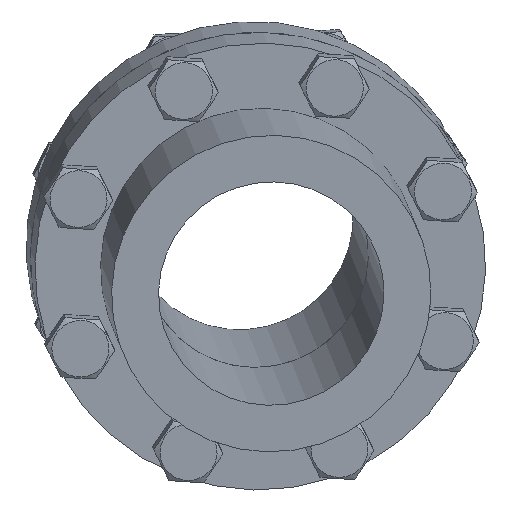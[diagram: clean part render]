
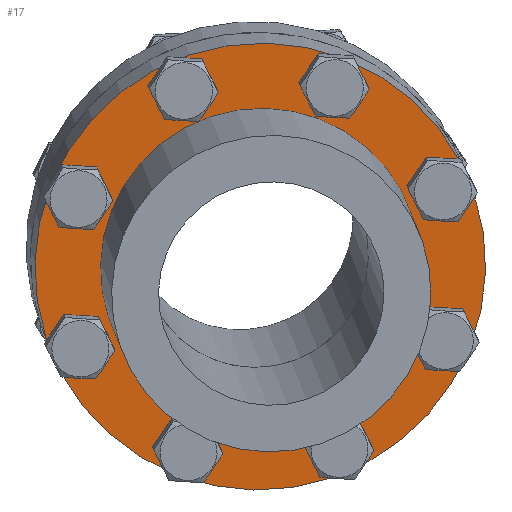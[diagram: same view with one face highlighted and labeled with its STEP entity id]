
A CAD part, left-side view. The second image highlights one B-rep face of the part: STEP entity #17.
In plain terms, the highlighted planar face has unit normal (-0.988, -0.058, -0.143).
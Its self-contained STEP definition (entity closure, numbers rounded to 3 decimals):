
#17 = ADVANCED_FACE('',(#18,#29,#40,#51,#62,#73,#84,#95,#106,#117),#128,
  .F.);
#18 = FACE_BOUND('',#19,.T.);
#19 = EDGE_LOOP('',(#20));
#20 = ORIENTED_EDGE('',*,*,#21,.F.);
#21 = EDGE_CURVE('',#22,#22,#24,.T.);
#22 = VERTEX_POINT('',#23);
#23 = CARTESIAN_POINT('',(-104.648,106.567,
    97.223));
#24 = CIRCLE('',#25,60.);
#25 = AXIS2_PLACEMENT_3D('',#26,#27,#28);
#26 = CARTESIAN_POINT('',(-97.924,128.786,
    41.896));
#27 = DIRECTION('',(0.988,0.058,0.144));
#28 = DIRECTION('',(-0.112,-0.37,0.922));
#29 = FACE_BOUND('',#30,.T.);
#30 = EDGE_LOOP('',(#31));
#31 = ORIENTED_EDGE('',*,*,#32,.F.);
#32 = EDGE_CURVE('',#33,#33,#35,.T.);
#33 = VERTEX_POINT('',#34);
#34 = CARTESIAN_POINT('',(-97.336,78.655,
    58.259));
#35 = CIRCLE('',#36,5.);
#36 = AXIS2_PLACEMENT_3D('',#37,#38,#39);
#37 = CARTESIAN_POINT('',(-98.11,80.623,
    62.79));
#38 = DIRECTION('',(-0.988,-0.058,-0.144)
  );
#39 = DIRECTION('',(0.155,-0.394,-0.906));
#40 = FACE_BOUND('',#41,.T.);
#41 = EDGE_LOOP('',(#42));
#42 = ORIENTED_EDGE('',*,*,#43,.F.);
#43 = EDGE_CURVE('',#44,#44,#46,.T.);
#44 = VERTEX_POINT('',#45);
#45 = CARTESIAN_POINT('',(-91.744,81.967,
    18.423));
#46 = CIRCLE('',#47,5.);
#47 = AXIS2_PLACEMENT_3D('',#48,#49,#50);
#48 = CARTESIAN_POINT('',(-92.304,80.115,
    23.033));
#49 = DIRECTION('',(-0.988,-0.058,-0.144)
  );
#50 = DIRECTION('',(0.112,0.37,-0.922));
#51 = FACE_BOUND('',#52,.T.);
#52 = EDGE_LOOP('',(#53));
#53 = ORIENTED_EDGE('',*,*,#54,.F.);
#54 = EDGE_CURVE('',#55,#55,#57,.T.);
#55 = VERTEX_POINT('',#56);
#56 = CARTESIAN_POINT('',(-89.772,112.704,
    -7.664));
#57 = CIRCLE('',#58,5.);
#58 = AXIS2_PLACEMENT_3D('',#59,#60,#61);
#59 = CARTESIAN_POINT('',(-89.789,108.117,-5.674
    ));
#60 = DIRECTION('',(-0.988,-0.058,-0.144)
  );
#61 = DIRECTION('',(0.004,0.917,-0.398));
#62 = FACE_BOUND('',#63,.T.);
#63 = EDGE_LOOP('',(#64));
#64 = ORIENTED_EDGE('',*,*,#65,.F.);
#65 = EDGE_CURVE('',#66,#66,#68,.T.);
#66 = VERTEX_POINT('',#67);
#67 = CARTESIAN_POINT('',(-92.575,152.863,
    -4.719));
#68 = CIRCLE('',#69,5.);
#69 = AXIS2_PLACEMENT_3D('',#70,#71,#72);
#70 = CARTESIAN_POINT('',(-92.04,148.227,
    -6.515));
#71 = DIRECTION('',(-0.988,-0.058,-0.144)
  );
#72 = DIRECTION('',(-0.107,0.927,0.359));
#73 = FACE_BOUND('',#74,.T.);
#74 = EDGE_LOOP('',(#75));
#75 = ORIENTED_EDGE('',*,*,#76,.F.);
#76 = EDGE_CURVE('',#77,#77,#79,.T.);
#77 = VERTEX_POINT('',#78);
#78 = CARTESIAN_POINT('',(-98.511,178.917,
    25.532));
#79 = CIRCLE('',#80,5.);
#80 = AXIS2_PLACEMENT_3D('',#81,#82,#83);
#81 = CARTESIAN_POINT('',(-97.737,176.949,
    21.002));
#82 = DIRECTION('',(-0.988,-0.058,-0.144)
  );
#83 = DIRECTION('',(-0.155,0.394,0.906));
#84 = FACE_BOUND('',#85,.T.);
#85 = EDGE_LOOP('',(#86));
#86 = ORIENTED_EDGE('',*,*,#87,.F.);
#87 = EDGE_CURVE('',#88,#88,#90,.T.);
#88 = VERTEX_POINT('',#89);
#89 = CARTESIAN_POINT('',(-104.103,175.605,
    65.369));
#90 = CIRCLE('',#91,5.);
#91 = AXIS2_PLACEMENT_3D('',#92,#93,#94);
#92 = CARTESIAN_POINT('',(-103.543,177.457,
    60.758));
#93 = DIRECTION('',(-0.988,-0.058,-0.144)
  );
#94 = DIRECTION('',(-0.112,-0.37,0.922));
#95 = FACE_BOUND('',#96,.T.);
#96 = EDGE_LOOP('',(#97));
#97 = ORIENTED_EDGE('',*,*,#98,.F.);
#98 = EDGE_CURVE('',#99,#99,#101,.T.);
#99 = VERTEX_POINT('',#100);
#100 = CARTESIAN_POINT('',(-106.075,144.867,
    91.456));
#101 = CIRCLE('',#102,5.);
#102 = AXIS2_PLACEMENT_3D('',#103,#104,#105);
#103 = CARTESIAN_POINT('',(-106.058,149.454,
    89.466));
#104 = DIRECTION('',(-0.988,-0.058,-0.144
    ));
#105 = DIRECTION('',(-0.004,-0.917,0.398)
  );
#106 = FACE_BOUND('',#107,.T.);
#107 = EDGE_LOOP('',(#108));
#108 = ORIENTED_EDGE('',*,*,#109,.T.);
#109 = EDGE_CURVE('',#110,#110,#112,.T.);
#110 = VERTEX_POINT('',#111);
#111 = CARTESIAN_POINT('',(-102.687,113.048,
    81.086));
#112 = CIRCLE('',#113,42.5);
#113 = AXIS2_PLACEMENT_3D('',#114,#115,#116);
#114 = CARTESIAN_POINT('',(-97.924,128.786,
    41.896));
#115 = DIRECTION('',(0.988,0.058,0.144));
#116 = DIRECTION('',(-0.112,-0.37,0.922));
#117 = FACE_BOUND('',#118,.T.);
#118 = EDGE_LOOP('',(#119));
#119 = ORIENTED_EDGE('',*,*,#120,.F.);
#120 = EDGE_CURVE('',#121,#121,#123,.T.);
#121 = VERTEX_POINT('',#122);
#122 = CARTESIAN_POINT('',(-103.272,104.709,
    88.511));
#123 = CIRCLE('',#124,5.);
#124 = AXIS2_PLACEMENT_3D('',#125,#126,#127);
#125 = CARTESIAN_POINT('',(-103.807,109.345,
    90.307));
#126 = DIRECTION('',(-0.988,-0.058,-0.144
    ));
#127 = DIRECTION('',(0.107,-0.927,-0.359));
#128 = PLANE('',#129);
#129 = AXIS2_PLACEMENT_3D('',#130,#131,#132);
#130 = CARTESIAN_POINT('',(-98.252,131.631,
    42.998));
#131 = DIRECTION('',(0.988,0.058,0.144));
#132 = DIRECTION('',(-0.112,-0.37,0.922));
